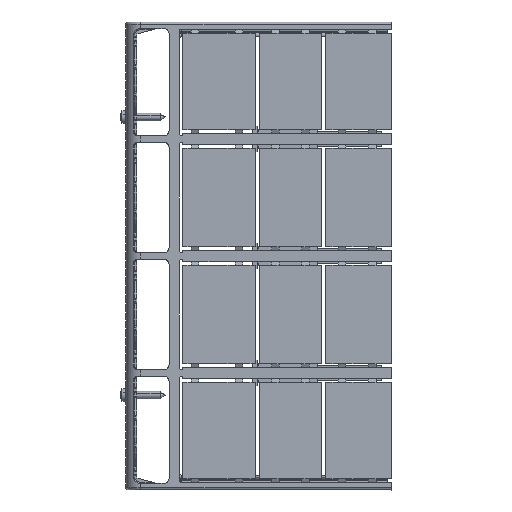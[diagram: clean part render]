
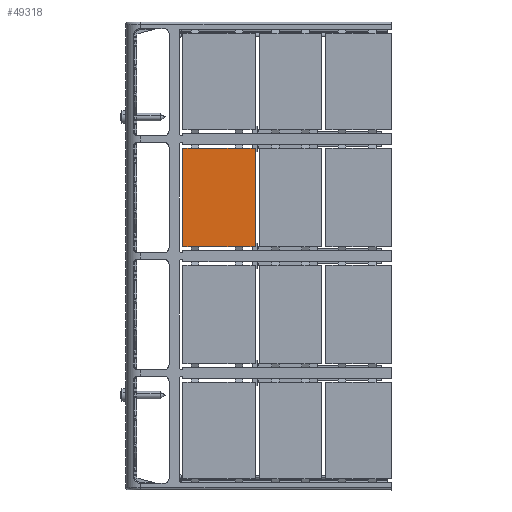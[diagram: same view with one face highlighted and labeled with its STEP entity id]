
A CAD part, left-side view. The second image highlights one B-rep face of the part: STEP entity #49318.
In plain terms, the highlighted planar face has unit normal (-1, 0, 0).
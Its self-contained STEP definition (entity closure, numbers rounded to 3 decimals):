
#6637=DIRECTION('',(0.,0.,-1.));
#6638=VECTOR('',#6637,39.1);
#6639=CARTESIAN_POINT('',(-181.75,49.7,-26.95));
#6640=LINE('',#6639,#6638);
#6645=DIRECTION('',(0.,1.,0.));
#6646=VECTOR('',#6645,3.25);
#6647=CARTESIAN_POINT('',(-181.75,46.45,-26.95));
#6648=LINE('',#6647,#6646);
#6689=DIRECTION('',(0.,1.,0.));
#6690=VECTOR('',#6689,14.5);
#6691=CARTESIAN_POINT('',(-181.75,28.95,-26.95));
#6692=LINE('',#6691,#6690);
#6713=DIRECTION('',(0.,1.,0.));
#6714=VECTOR('',#6713,3.);
#6715=CARTESIAN_POINT('',(-181.75,25.95,-26.95));
#6716=LINE('',#6715,#6714);
#6721=DIRECTION('',(0.,-1.,0.));
#6722=VECTOR('',#6721,3.);
#6723=CARTESIAN_POINT('',(-181.75,28.95,-66.05));
#6724=LINE('',#6723,#6722);
#6757=DIRECTION('',(0.,-1.,0.));
#6758=VECTOR('',#6757,14.5);
#6759=CARTESIAN_POINT('',(-181.75,43.45,-66.05));
#6760=LINE('',#6759,#6758);
#6809=DIRECTION('',(0.,-1.,0.));
#6810=VECTOR('',#6809,3.25);
#6811=CARTESIAN_POINT('',(-181.75,49.7,-66.05));
#6812=LINE('',#6811,#6810);
#6813=DIRECTION('',(0.,-1.,0.));
#6814=VECTOR('',#6813,3.);
#6815=CARTESIAN_POINT('',(-181.75,46.45,-66.05));
#6816=LINE('',#6815,#6814);
#31066=DIRECTION('',(0.,-1.,0.));
#31067=VECTOR('',#31066,5.);
#31068=CARTESIAN_POINT('',(-181.75,25.95,-66.05));
#31069=LINE('',#31068,#31067);
#31078=DIRECTION('',(0.,0.,1.));
#31079=VECTOR('',#31078,39.1);
#31080=CARTESIAN_POINT('',(-181.75,20.95,-66.05));
#31081=LINE('',#31080,#31079);
#31090=DIRECTION('',(0.,1.,0.));
#31091=VECTOR('',#31090,5.);
#31092=CARTESIAN_POINT('',(-181.75,20.95,-26.95));
#31093=LINE('',#31092,#31091);
#31110=DIRECTION('',(0.,1.,0.));
#31111=VECTOR('',#31110,3.);
#31112=CARTESIAN_POINT('',(-181.75,43.45,-26.95));
#31113=LINE('',#31112,#31111);
#32336=CARTESIAN_POINT('',(-181.75,28.95,-66.05));
#32337=CARTESIAN_POINT('',(-181.75,25.95,-66.05));
#32338=VERTEX_POINT('',#32336);
#32339=VERTEX_POINT('',#32337);
#32340=CARTESIAN_POINT('',(-181.75,43.45,-66.05));
#32341=VERTEX_POINT('',#32340);
#32342=CARTESIAN_POINT('',(-181.75,46.45,-66.05));
#32343=VERTEX_POINT('',#32342);
#32344=CARTESIAN_POINT('',(-181.75,49.7,-66.05));
#32345=VERTEX_POINT('',#32344);
#32346=CARTESIAN_POINT('',(-181.75,49.7,-26.95));
#32347=VERTEX_POINT('',#32346);
#32348=CARTESIAN_POINT('',(-181.75,46.45,-26.95));
#32349=VERTEX_POINT('',#32348);
#32350=CARTESIAN_POINT('',(-181.75,43.45,-26.95));
#32351=VERTEX_POINT('',#32350);
#32352=CARTESIAN_POINT('',(-181.75,28.95,-26.95));
#32353=VERTEX_POINT('',#32352);
#32354=CARTESIAN_POINT('',(-181.75,25.95,-26.95));
#32355=VERTEX_POINT('',#32354);
#32356=CARTESIAN_POINT('',(-181.75,20.95,-26.95));
#32357=VERTEX_POINT('',#32356);
#32358=CARTESIAN_POINT('',(-181.75,20.95,-66.05));
#32359=VERTEX_POINT('',#32358);
#49291=CARTESIAN_POINT('',(-181.75,35.325,-46.5));
#49292=DIRECTION('',(1.,0.,0.));
#49293=DIRECTION('',(0.,0.,1.));
#49294=AXIS2_PLACEMENT_3D('',#49291,#49292,#49293);
#49295=PLANE('',#49294);
#49297=ORIENTED_EDGE('',*,*,#49296,.F.);
#49299=ORIENTED_EDGE('',*,*,#49298,.F.);
#49301=ORIENTED_EDGE('',*,*,#49300,.F.);
#49303=ORIENTED_EDGE('',*,*,#49302,.F.);
#49304=ORIENTED_EDGE('',*,*,#49188,.F.);
#49305=ORIENTED_EDGE('',*,*,#49203,.F.);
#49307=ORIENTED_EDGE('',*,*,#49306,.F.);
#49308=ORIENTED_EDGE('',*,*,#49258,.F.);
#49309=ORIENTED_EDGE('',*,*,#49282,.F.);
#49311=ORIENTED_EDGE('',*,*,#49310,.F.);
#49313=ORIENTED_EDGE('',*,*,#49312,.F.);
#49315=ORIENTED_EDGE('',*,*,#49314,.F.);
#49316=EDGE_LOOP('',(#49297,#49299,#49301,#49303,#49304,#49305,#49307,#49308,
#49309,#49311,#49313,#49315));
#49317=FACE_OUTER_BOUND('',#49316,.F.);
#49188=EDGE_CURVE('',#32347,#32345,#6640,.T.);
#49203=EDGE_CURVE('',#32349,#32347,#6648,.T.);
#49258=EDGE_CURVE('',#32353,#32351,#6692,.T.);
#49282=EDGE_CURVE('',#32355,#32353,#6716,.T.);
#49296=EDGE_CURVE('',#32338,#32339,#6724,.T.);
#49298=EDGE_CURVE('',#32341,#32338,#6760,.T.);
#49300=EDGE_CURVE('',#32343,#32341,#6816,.T.);
#49302=EDGE_CURVE('',#32345,#32343,#6812,.T.);
#49306=EDGE_CURVE('',#32351,#32349,#31113,.T.);
#49310=EDGE_CURVE('',#32357,#32355,#31093,.T.);
#49312=EDGE_CURVE('',#32359,#32357,#31081,.T.);
#49314=EDGE_CURVE('',#32339,#32359,#31069,.T.);
#49318=ADVANCED_FACE('',(#49317),#49295,.F.);
